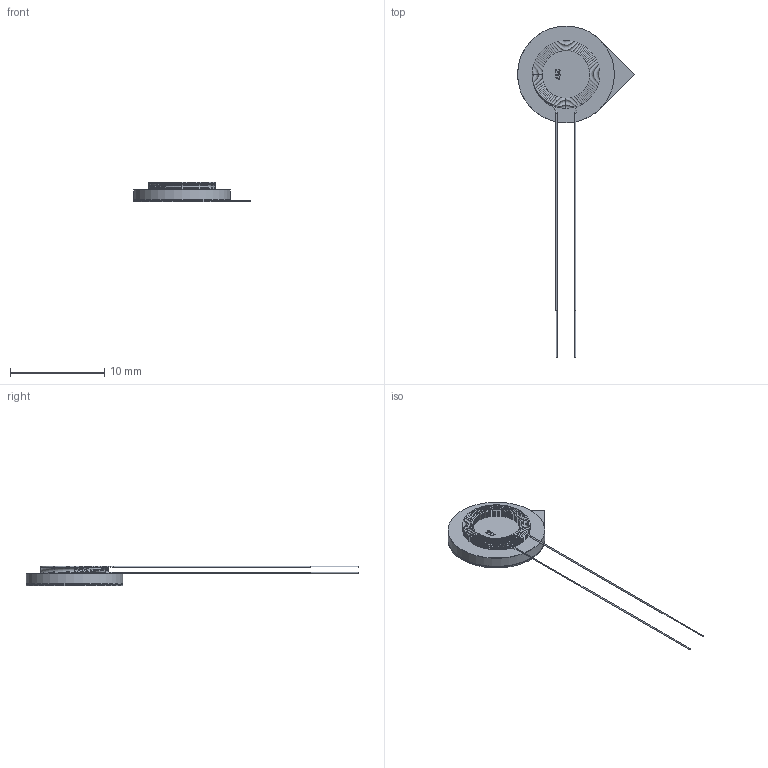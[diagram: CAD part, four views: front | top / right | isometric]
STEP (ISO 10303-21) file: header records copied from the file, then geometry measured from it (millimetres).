
FILE_DESCRIPTION(/* description */ ('Unknown'),/* implementation_level */ '2;1');
FILE_NAME(/* name */ 'L_Wurth_WE-WPCC-RX_760308101217',/* time_stamp */ '2025-04-22T15:50:15+08:00',/* author */ ('Unknown'),/* organization */ ('Unknown'),/* preprocessor_version */ 'ST-DEVELOPER v19.4',/* originating_system */ 'Solid Edge',/* authorisation */ 'Unknown');
FILE_SCHEMA (('AUTOMOTIVE_DESIGN {1 0 10303 214 3 1 1}'));
Length unit declared in the file: millimetre
Products named in the file (2): L_Wurth_WE-WPCC-RX_760308101217
Assembly tree (1 placements, depth 2):
  L_Wurth_WE-WPCC-RX_760308101217
    L_Wurth_WE-WPCC-RX_760308101217
Bounding box: 12.43 x 35.3 x 2.08 mm (x, y, z)
Volume: 121 mm3; surface area: 1278.2 mm2
Topology: 6 solids, 6 shells, 143 faces, 325 edges, 186 vertices
Faces by surface type: bspline 51, torus 50, plane 30, cylinder 12
Full cylindrical faces by diameter (mm): 0.12 x2, 0.13 x2, 10.3 x4
Entity records: 7880 total; most frequent: CARTESIAN_POINT 4476, DIRECTION 454, ORIENTED_EDGE 384, FACE_BOUND 325, EDGE_LOOP 277, VERTEX_POINT 217, AXIS2_PLACEMENT_3D 209, EDGE_CURVE 192
